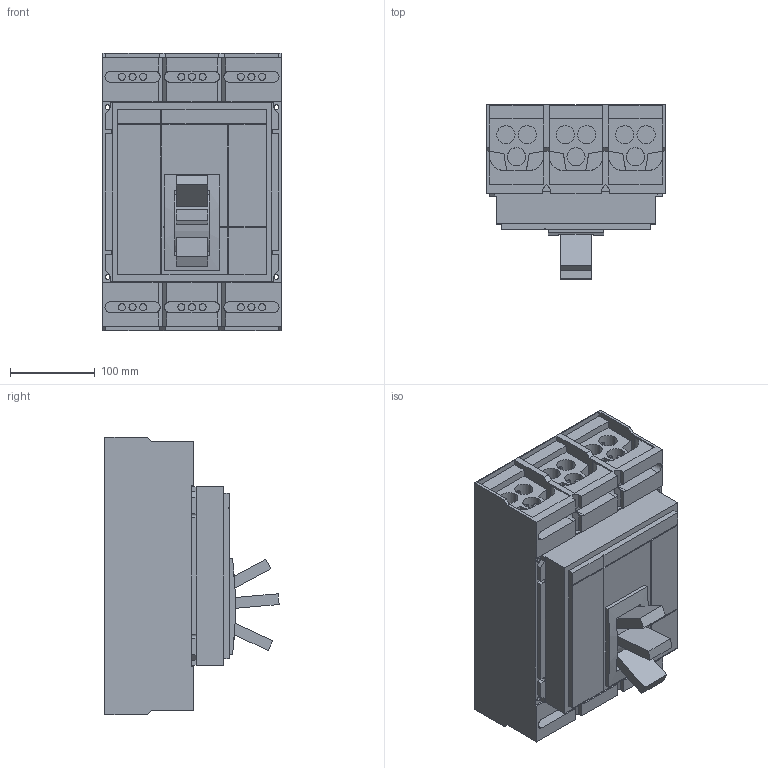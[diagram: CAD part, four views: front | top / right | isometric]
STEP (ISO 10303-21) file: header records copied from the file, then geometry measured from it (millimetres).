
FILE_DESCRIPTION(('starvars output'),'2;1');
FILE_NAME('PGL36060CU64AE1_3D.stp','16:03:12 2020/04/02',( 'Thomas Industrial Network Germany GmbH'),( 'Thomas Industrial Network Germany GmbH'),'unknown preprocess','ACIS' ,'unknown authorization');
FILE_SCHEMA(('CONFIG_CONTROL_DESIGN {UNKNOWN IMPLEMENTATION LEVEL}'));
Length unit declared in the file: millimetre
Products named in the file (1): PRODUCT_ID_1
Bounding box: 210.06 x 205.12 x 326.64 mm (x, y, z)
Volume: 7899348.6 mm3; surface area: 434925.5 mm2
Topology: 1 solids, 1 shells, 458 faces, 1378 edges, 916 vertices
Faces by surface type: plane 312, cylinder 146
Entity records: 15614 total; most frequent: CARTESIAN_POINT 4305, ORIENTED_EDGE 2756, DIRECTION 1826, EDGE_CURVE 1378, VERTEX_POINT 916, VECTOR 824, LINE 824, EDGE_LOOP 544
